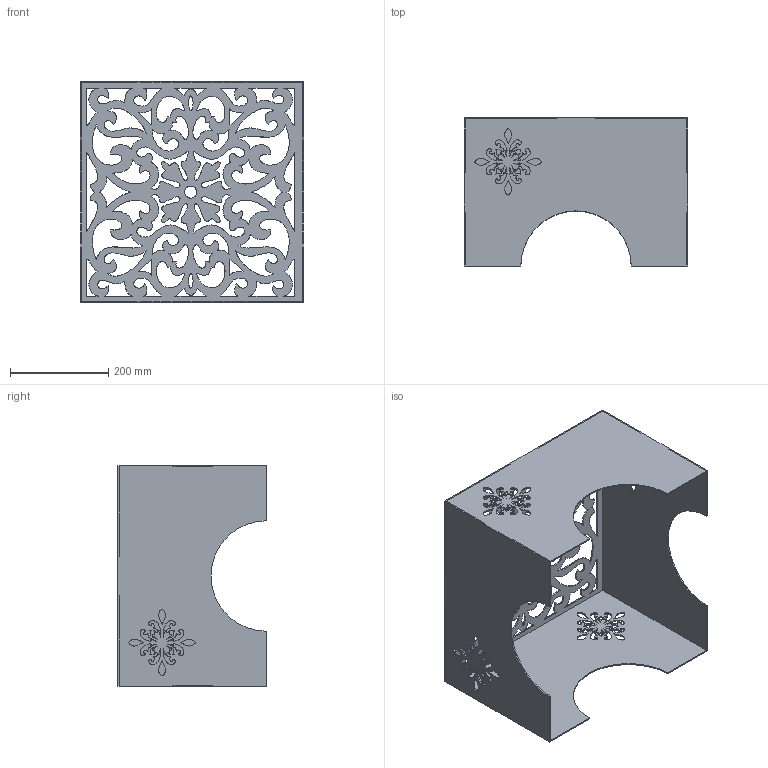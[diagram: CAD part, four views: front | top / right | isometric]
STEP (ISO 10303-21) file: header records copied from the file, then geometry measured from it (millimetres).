
FILE_DESCRIPTION(/* description */ (''),/* implementation_level */ '2;1');
FILE_NAME(/* name */ 'Metal Table CNC Plasma v10.step',/* time_stamp */ '2020-10-27T01:58:26+02:00',/* author */ (''),/* organization */ (''),/* preprocessor_version */ 'ST-DEVELOPER v18.1',/* originating_system */ 'Autodesk Translation Framework v9.3.0.1241',/* authorisation */ '');
FILE_SCHEMA (('AUTOMOTIVE_DESIGN { 1 0 10303 214 3 1 1 }'));
Length unit declared in the file: millimetre
Products named in the file (6): Metal Table CNC Plasma; Leg1; Leg2; Top; Leg3; Leg4
Assembly tree (5 placements, depth 2):
  Metal Table CNC Plasma
    Leg1
    Leg2
    Top
    Leg3
    Leg4
Bounding box: 455 x 302.5 x 450 mm (x, y, z)
Volume: 1427702.1 mm3; surface area: 1207256.1 mm2
Topology: 5 solids, 5 shells, 966 faces, 2868 edges, 1912 vertices
Faces by surface type: bspline 844, plane 118, cylinder 4
Entity records: 35973 total; most frequent: CARTESIAN_POINT 16825, ORIENTED_EDGE 5736, EDGE_CURVE 2868, VERTEX_POINT 1912, DIRECTION 1454, EDGE_LOOP 1296, LINE 1172, VECTOR 1172
